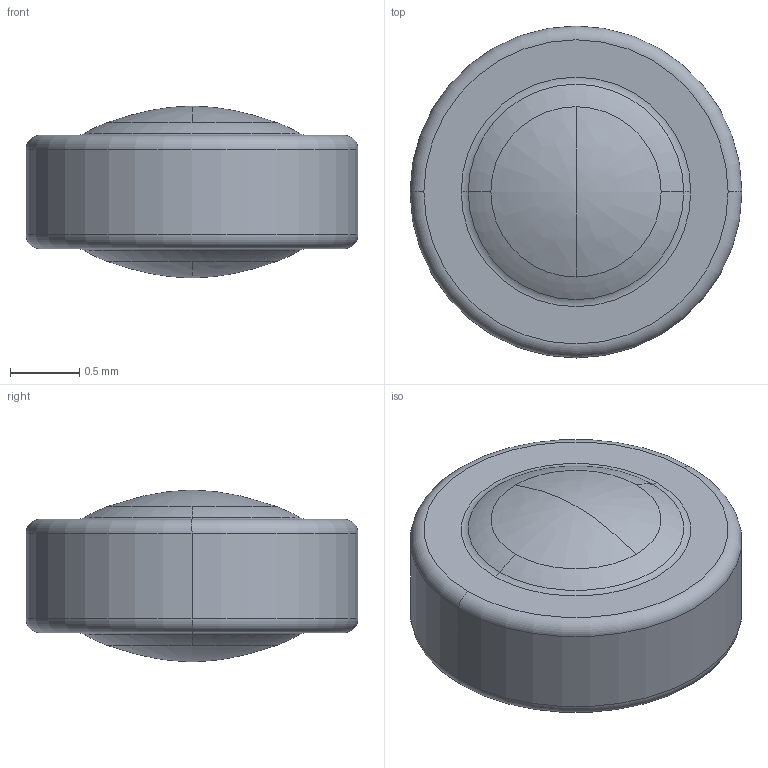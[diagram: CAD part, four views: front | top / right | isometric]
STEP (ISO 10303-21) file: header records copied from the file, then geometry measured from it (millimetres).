
FILE_DESCRIPTION (( 'STEP AP203' ), '1' );
FILE_NAME ('40000203A.STEP', '2020-01-14T15:47:48', ( '' ), ( '' ), 'SwSTEP 2.0', 'SolidWorks 2015', '' );
FILE_SCHEMA (( 'CONFIG_CONTROL_DESIGN' ));
Length unit declared in the file: millimetre
Products named in the file (1): 40000203A
Bounding box: 2.4 x 2.4 x 1.24 mm (x, y, z)
Volume: 4.1 mm3; surface area: 14.8 mm2
Topology: 1 solids, 1 shells, 20 faces, 46 edges, 26 vertices
Faces by surface type: torus 12, bspline 4, cylinder 2, plane 2
Entity records: 1039 total; most frequent: CARTESIAN_POINT 521, DIRECTION 108, ORIENTED_EDGE 84, AXIS2_PLACEMENT_3D 53, EDGE_CURVE 42, CIRCLE 36, VERTEX_POINT 26, EDGE_LOOP 22
